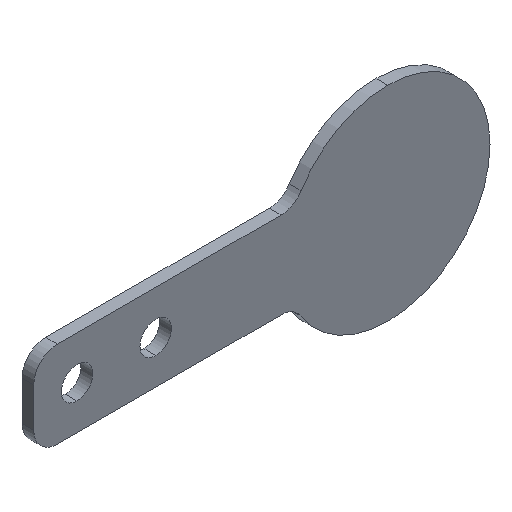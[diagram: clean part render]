
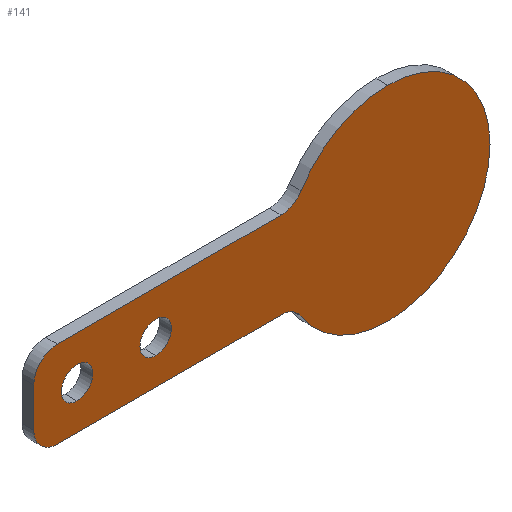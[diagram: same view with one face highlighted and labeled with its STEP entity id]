
A CAD part, isometric view. The second image highlights one B-rep face of the part: STEP entity #141.
In plain terms, the highlighted planar face has unit normal (0, -1, 0).
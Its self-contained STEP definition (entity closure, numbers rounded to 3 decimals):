
#3 = DIRECTION ( 'NONE',  ( 0., 0., 1. ) ) ;
#24 = CARTESIAN_POINT ( 'NONE',  ( 0., 0., 3. ) ) ;
#32 = CIRCLE ( 'NONE', #432, 13. ) ;
#34 = EDGE_CURVE ( 'NONE', #321, #537, #205, .T. ) ;
#40 = EDGE_CURVE ( 'NONE', #291, #379, #186, .T. ) ;
#46 = LINE ( 'NONE', #226, #395 ) ;
#48 = CIRCLE ( 'NONE', #240, 2. ) ;
#49 = DIRECTION ( 'NONE',  ( 0., 1., 0. ) ) ;
#52 = CIRCLE ( 'NONE', #88, 13. ) ;
#60 = EDGE_CURVE ( 'NONE', #477, #291, #167, .T. ) ;
#62 = DIRECTION ( 'NONE',  ( 0., 1., 0. ) ) ;
#74 = CARTESIAN_POINT ( 'NONE',  ( 0., 0., 3. ) ) ;
#77 = FACE_BOUND ( 'NONE', #424, .T. ) ;
#88 = AXIS2_PLACEMENT_3D ( 'NONE', #528, #62, #3 ) ;
#89 = FACE_BOUND ( 'NONE', #275, .T. ) ;
#93 = DIRECTION ( 'NONE',  ( 0., -1., 0. ) ) ;
#95 = CIRCLE ( 'NONE', #242, 3. ) ;
#99 = CIRCLE ( 'NONE', #334, 2. ) ;
#102 = FACE_OUTER_BOUND ( 'NONE', #292, .T. ) ;
#109 = CARTESIAN_POINT ( 'NONE',  ( 33.986, 0., 12.406 ) ) ;
#112 = CARTESIAN_POINT ( 'NONE',  ( 5.5, 0., 3.5 ) ) ;
#117 = DIRECTION ( 'NONE',  ( 0., 1., 0. ) ) ;
#120 = DIRECTION ( 'NONE',  ( 0., 1., 0. ) ) ;
#126 = EDGE_CURVE ( 'NONE', #458, #223, #99, .T. ) ;
#132 = DIRECTION ( 'NONE',  ( 0., 0., 1. ) ) ;
#141 = ADVANCED_FACE ( 'NONE', ( #77, #102, #89 ), #353, .F. ) ;
#148 = CARTESIAN_POINT ( 'NONE',  ( 5.5, 0., 7.5 ) ) ;
#154 = DIRECTION ( 'NONE',  ( 0., 0., 1. ) ) ;
#159 = VECTOR ( 'NONE', #523, 1000. ) ;
#161 = DIRECTION ( 'NONE',  ( 0., 0., 1. ) ) ;
#167 = LINE ( 'NONE', #394, #159 ) ;
#169 = CARTESIAN_POINT ( 'NONE',  ( 3., 0., 8. ) ) ;
#171 = CARTESIAN_POINT ( 'NONE',  ( 3., 0., 11. ) ) ;
#172 = DIRECTION ( 'NONE',  ( 0., 1., 0. ) ) ;
#174 = EDGE_CURVE ( 'NONE', #348, #398, #48, .T. ) ;
#186 = CIRCLE ( 'NONE', #357, 3. ) ;
#199 = CARTESIAN_POINT ( 'NONE',  ( 33.986, 0., -1.406 ) ) ;
#205 = CIRCLE ( 'NONE', #366, 3. ) ;
#216 = CARTESIAN_POINT ( 'NONE',  ( 45., 0., 18.5 ) ) ;
#217 = AXIS2_PLACEMENT_3D ( 'NONE', #169, #172, #238 ) ;
#218 = CARTESIAN_POINT ( 'NONE',  ( 45., 0., -7.5 ) ) ;
#221 = CARTESIAN_POINT ( 'NONE',  ( 3., 0., 8. ) ) ;
#223 = VERTEX_POINT ( 'NONE', #293 ) ;
#226 = CARTESIAN_POINT ( 'NONE',  ( 3., 0., 0. ) ) ;
#236 = ORIENTED_EDGE ( 'NONE', *, *, #469, .F. ) ;
#238 = DIRECTION ( 'NONE',  ( 0., 0., 1. ) ) ;
#240 = AXIS2_PLACEMENT_3D ( 'NONE', #261, #49, #161 ) ;
#242 = AXIS2_PLACEMENT_3D ( 'NONE', #221, #513, #272 ) ;
#256 = DIRECTION ( 'NONE',  ( 0., 0., 1. ) ) ;
#259 = CARTESIAN_POINT ( 'NONE',  ( 0., 0., 8. ) ) ;
#261 = CARTESIAN_POINT ( 'NONE',  ( 5.5, 0., 5.5 ) ) ;
#266 = CARTESIAN_POINT ( 'NONE',  ( 15.5, 0., 5.5 ) ) ;
#272 = DIRECTION ( 'NONE',  ( 0., 0., 1. ) ) ;
#273 = DIRECTION ( 'NONE',  ( 0., 1., 0. ) ) ;
#274 = AXIS2_PLACEMENT_3D ( 'NONE', #396, #120, #431 ) ;
#275 = EDGE_LOOP ( 'NONE', ( #392, #419 ) ) ;
#283 = ORIENTED_EDGE ( 'NONE', *, *, #545, .F. ) ;
#291 = VERTEX_POINT ( 'NONE', #382 ) ;
#292 = EDGE_LOOP ( 'NONE', ( #236, #283, #522, #329, #457, #495, #414, #403, #340, #529 ) ) ;
#293 = CARTESIAN_POINT ( 'NONE',  ( 15.5, 0., 3.5 ) ) ;
#294 = CARTESIAN_POINT ( 'NONE',  ( 31.445, 0., 0. ) ) ;
#313 = DIRECTION ( 'NONE',  ( -1., 0., 0. ) ) ;
#321 = VERTEX_POINT ( 'NONE', #532 ) ;
#325 = DIRECTION ( 'NONE',  ( 0., 0., -1. ) ) ;
#326 = DIRECTION ( 'NONE',  ( 0., -1., 0. ) ) ;
#329 = ORIENTED_EDGE ( 'NONE', *, *, #525, .F. ) ;
#330 = AXIS2_PLACEMENT_3D ( 'NONE', #430, #117, #551 ) ;
#334 = AXIS2_PLACEMENT_3D ( 'NONE', #266, #359, #368 ) ;
#340 = ORIENTED_EDGE ( 'NONE', *, *, #40, .F. ) ;
#341 = VERTEX_POINT ( 'NONE', #218 ) ;
#348 = VERTEX_POINT ( 'NONE', #112 ) ;
#350 = CARTESIAN_POINT ( 'NONE',  ( 31.445, 0., 14. ) ) ;
#351 = DIRECTION ( 'NONE',  ( 0., 1., 0. ) ) ;
#353 = PLANE ( 'NONE',  #217 ) ;
#357 = AXIS2_PLACEMENT_3D ( 'NONE', #350, #326, #325 ) ;
#359 = DIRECTION ( 'NONE',  ( 0., 1., 0. ) ) ;
#366 = AXIS2_PLACEMENT_3D ( 'NONE', #555, #434, #132 ) ;
#368 = DIRECTION ( 'NONE',  ( 0., 0., 1. ) ) ;
#369 = EDGE_CURVE ( 'NONE', #341, #446, #52, .T. ) ;
#372 = VERTEX_POINT ( 'NONE', #294 ) ;
#379 = VERTEX_POINT ( 'NONE', #109 ) ;
#382 = CARTESIAN_POINT ( 'NONE',  ( 31.445, 0., 11. ) ) ;
#388 = EDGE_CURVE ( 'NONE', #446, #372, #562, .T. ) ;
#392 = ORIENTED_EDGE ( 'NONE', *, *, #440, .T. ) ;
#394 = CARTESIAN_POINT ( 'NONE',  ( 3., 0., 11. ) ) ;
#395 = VECTOR ( 'NONE', #313, 1000. ) ;
#396 = CARTESIAN_POINT ( 'NONE',  ( 5.5, 0., 5.5 ) ) ;
#398 = VERTEX_POINT ( 'NONE', #148 ) ;
#403 = ORIENTED_EDGE ( 'NONE', *, *, #496, .F. ) ;
#409 = AXIS2_PLACEMENT_3D ( 'NONE', #449, #351, #256 ) ;
#412 = ORIENTED_EDGE ( 'NONE', *, *, #462, .T. ) ;
#414 = ORIENTED_EDGE ( 'NONE', *, *, #439, .F. ) ;
#419 = ORIENTED_EDGE ( 'NONE', *, *, #126, .T. ) ;
#424 = EDGE_LOOP ( 'NONE', ( #533, #412 ) ) ;
#430 = CARTESIAN_POINT ( 'NONE',  ( 15.5, 0., 5.5 ) ) ;
#431 = DIRECTION ( 'NONE',  ( 0., 0., 1. ) ) ;
#432 = AXIS2_PLACEMENT_3D ( 'NONE', #515, #273, #549 ) ;
#434 = DIRECTION ( 'NONE',  ( 0., 1., 0. ) ) ;
#439 = EDGE_CURVE ( 'NONE', #442, #341, #505, .T. ) ;
#440 = EDGE_CURVE ( 'NONE', #223, #458, #487, .T. ) ;
#442 = VERTEX_POINT ( 'NONE', #216 ) ;
#443 = VERTEX_POINT ( 'NONE', #259 ) ;
#446 = VERTEX_POINT ( 'NONE', #199 ) ;
#449 = CARTESIAN_POINT ( 'NONE',  ( 45., 0., 5.5 ) ) ;
#455 = VECTOR ( 'NONE', #511, 1000. ) ;
#456 = LINE ( 'NONE', #24, #455 ) ;
#457 = ORIENTED_EDGE ( 'NONE', *, *, #388, .F. ) ;
#458 = VERTEX_POINT ( 'NONE', #467 ) ;
#462 = EDGE_CURVE ( 'NONE', #398, #348, #480, .T. ) ;
#467 = CARTESIAN_POINT ( 'NONE',  ( 15.5, 0., 7.5 ) ) ;
#469 = EDGE_CURVE ( 'NONE', #443, #477, #95, .T. ) ;
#477 = VERTEX_POINT ( 'NONE', #171 ) ;
#480 = CIRCLE ( 'NONE', #274, 2. ) ;
#481 = AXIS2_PLACEMENT_3D ( 'NONE', #488, #93, #154 ) ;
#487 = CIRCLE ( 'NONE', #330, 2. ) ;
#488 = CARTESIAN_POINT ( 'NONE',  ( 31.445, 0., -3. ) ) ;
#495 = ORIENTED_EDGE ( 'NONE', *, *, #369, .F. ) ;
#496 = EDGE_CURVE ( 'NONE', #379, #442, #32, .T. ) ;
#505 = CIRCLE ( 'NONE', #409, 13. ) ;
#511 = DIRECTION ( 'NONE',  ( 0., 0., 1. ) ) ;
#513 = DIRECTION ( 'NONE',  ( 0., 1., 0. ) ) ;
#515 = CARTESIAN_POINT ( 'NONE',  ( 45., 0., 5.5 ) ) ;
#522 = ORIENTED_EDGE ( 'NONE', *, *, #34, .F. ) ;
#523 = DIRECTION ( 'NONE',  ( 1., 0., 0. ) ) ;
#525 = EDGE_CURVE ( 'NONE', #372, #321, #46, .T. ) ;
#528 = CARTESIAN_POINT ( 'NONE',  ( 45., 0., 5.5 ) ) ;
#529 = ORIENTED_EDGE ( 'NONE', *, *, #60, .F. ) ;
#532 = CARTESIAN_POINT ( 'NONE',  ( 3., 0., 0. ) ) ;
#533 = ORIENTED_EDGE ( 'NONE', *, *, #174, .T. ) ;
#537 = VERTEX_POINT ( 'NONE', #74 ) ;
#545 = EDGE_CURVE ( 'NONE', #537, #443, #456, .T. ) ;
#549 = DIRECTION ( 'NONE',  ( 0., 0., 1. ) ) ;
#551 = DIRECTION ( 'NONE',  ( 0., 0., 1. ) ) ;
#555 = CARTESIAN_POINT ( 'NONE',  ( 3., 0., 3. ) ) ;
#562 = CIRCLE ( 'NONE', #481, 3. ) ;
